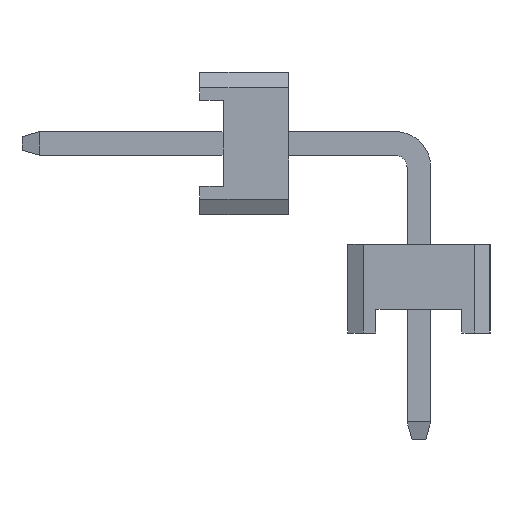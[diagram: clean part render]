
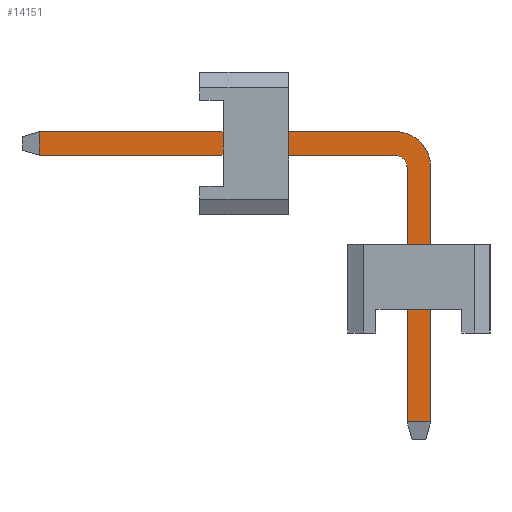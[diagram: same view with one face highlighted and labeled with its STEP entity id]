
A CAD part, left-side view. The second image highlights one B-rep face of the part: STEP entity #14151.
In plain terms, the highlighted planar face has unit normal (-1, 0, 0).
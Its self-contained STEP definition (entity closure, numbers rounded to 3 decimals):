
#13905=CARTESIAN_POINT('',(-0.2,4.2,-0.2));
#13906=VERTEX_POINT('',#13905);
#13929=CARTESIAN_POINT('',(-0.2,4.2,0.2));
#13930=VERTEX_POINT('',#13929);
#13931=CARTESIAN_POINT('',(-0.2,4.2,-0.2));
#13932=DIRECTION('',(0.,0.,1.));
#13933=VECTOR('',#13932,0.4);
#13934=LINE('',#13931,#13933);
#13935=EDGE_CURVE('',#13906,#13930,#13934,.T.);
#13976=CARTESIAN_POINT('',(-0.2,-1.8,0.2));
#13977=VERTEX_POINT('',#13976);
#13978=CARTESIAN_POINT('',(-0.2,4.2,0.2));
#13979=DIRECTION('',(0.,-1.,0.));
#13980=VECTOR('',#13979,6.);
#13981=LINE('',#13978,#13980);
#13982=EDGE_CURVE('',#13930,#13977,#13981,.T.);
#14083=CARTESIAN_POINT('',(-0.2,-1.8,-0.2));
#14084=VERTEX_POINT('',#14083);
#14091=CARTESIAN_POINT('',(-0.2,-1.8,-0.2));
#14092=DIRECTION('',(0.,1.,0.));
#14093=VECTOR('',#14092,6.);
#14094=LINE('',#14091,#14093);
#14095=EDGE_CURVE('',#14084,#13906,#14094,.T.);
#14101=CARTESIAN_POINT('',(-0.2,4.5,0.2));
#14102=DIRECTION('',(0.,0.,-1.));
#14103=DIRECTION('',(-1.,-0.,-0.));
#14104=AXIS2_PLACEMENT_3D('',#14101,#14103,#14102);
#14105=PLANE('',#14104);
#14106=ORIENTED_EDGE('',*,*,#14095,.F.);
#14107=CARTESIAN_POINT('',(-0.2,-2.,-0.4));
#14108=VERTEX_POINT('',#14107);
#14109=CARTESIAN_POINT('',(-0.2,-1.8,-0.4));
#14110=DIRECTION('',(0.,0.,1.));
#14111=DIRECTION('',(1.,0.,0.));
#14112=AXIS2_PLACEMENT_3D('',#14109,#14111,#14110);
#14113=CIRCLE('',#14112,0.2);
#14114=EDGE_CURVE('',#14084,#14108,#14113,.T.);
#14115=ORIENTED_EDGE('',*,*,#14114,.T.);
#14116=CARTESIAN_POINT('',(-0.2,-2.,-4.7));
#14117=VERTEX_POINT('',#14116);
#14118=CARTESIAN_POINT('',(-0.2,-2.,-0.4));
#14119=DIRECTION('',(0.,0.,-1.));
#14120=VECTOR('',#14119,4.3);
#14121=LINE('',#14118,#14120);
#14122=EDGE_CURVE('',#14108,#14117,#14121,.T.);
#14123=ORIENTED_EDGE('',*,*,#14122,.T.);
#14124=CARTESIAN_POINT('',(-0.2,-2.4,-4.7));
#14125=VERTEX_POINT('',#14124);
#14126=CARTESIAN_POINT('',(-0.2,-2.,-4.7));
#14127=DIRECTION('',(0.,-1.,0.));
#14128=VECTOR('',#14127,0.4);
#14129=LINE('',#14126,#14128);
#14130=EDGE_CURVE('',#14117,#14125,#14129,.T.);
#14131=ORIENTED_EDGE('',*,*,#14130,.T.);
#14132=CARTESIAN_POINT('',(-0.2,-2.4,-0.4));
#14133=VERTEX_POINT('',#14132);
#14134=CARTESIAN_POINT('',(-0.2,-2.4,-4.7));
#14135=DIRECTION('',(0.,0.,1.));
#14136=VECTOR('',#14135,4.3);
#14137=LINE('',#14134,#14136);
#14138=EDGE_CURVE('',#14125,#14133,#14137,.T.);
#14139=ORIENTED_EDGE('',*,*,#14138,.T.);
#14140=CARTESIAN_POINT('',(-0.2,-1.8,-0.4));
#14141=DIRECTION('',(0.,-1.,0.));
#14142=DIRECTION('',(-1.,0.,0.));
#14143=AXIS2_PLACEMENT_3D('',#14140,#14142,#14141);
#14144=CIRCLE('',#14143,0.6);
#14145=EDGE_CURVE('',#14133,#13977,#14144,.T.);
#14146=ORIENTED_EDGE('',*,*,#14145,.T.);
#14147=ORIENTED_EDGE('',*,*,#13982,.F.);
#14148=ORIENTED_EDGE('',*,*,#13935,.F.);
#14149=EDGE_LOOP('',(#14106,#14115,#14123,#14131,#14139,#14146,#14147,#14148));
#14150=FACE_OUTER_BOUND('',#14149,.T.);
#14151=ADVANCED_FACE('',(#14150),#14105,.T.);
